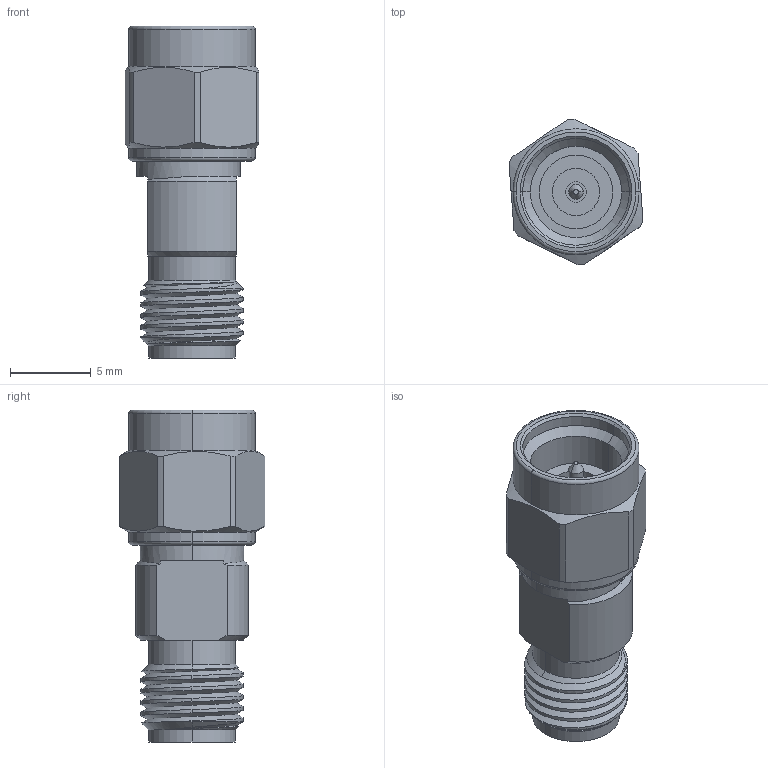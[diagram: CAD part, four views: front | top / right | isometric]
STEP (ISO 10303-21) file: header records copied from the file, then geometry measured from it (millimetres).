
FILE_DESCRIPTION (( 'STEP AP214' ), '1' );
FILE_NAME ('2.92-KJ.STEP', '2023-08-31T08:13:31', ( '' ), ( '' ), 'SwSTEP 2.0', 'SolidWorks 2013', '' );
FILE_SCHEMA (( 'AUTOMOTIVE_DESIGN' ));
Length unit declared in the file: millimetre
Products named in the file (1): 2.92-KJ
Bounding box: 8.28 x 9 x 20.53 mm (x, y, z)
Volume: 640.1 mm3; surface area: 803.5 mm2
Topology: 1 solids, 1 shells, 117 faces, 288 edges, 183 vertices
Faces by surface type: cylinder 49, plane 36, cone 26, torus 4, bspline 2
Entity records: 4218 total; most frequent: CARTESIAN_POINT 1464, ORIENTED_EDGE 576, DIRECTION 575, EDGE_CURVE 288, AXIS2_PLACEMENT_3D 234, VERTEX_POINT 183, EDGE_LOOP 127, CIRCLE 118
